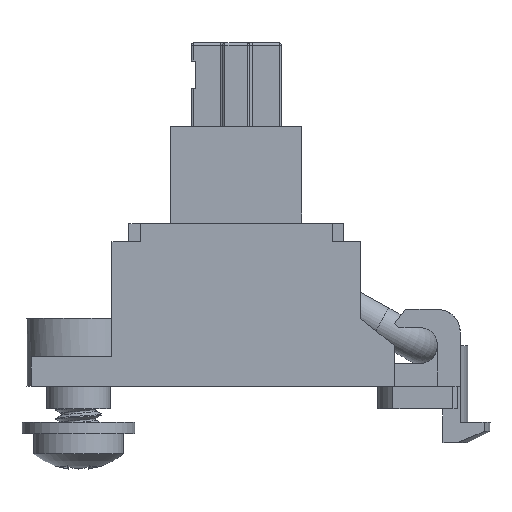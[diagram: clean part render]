
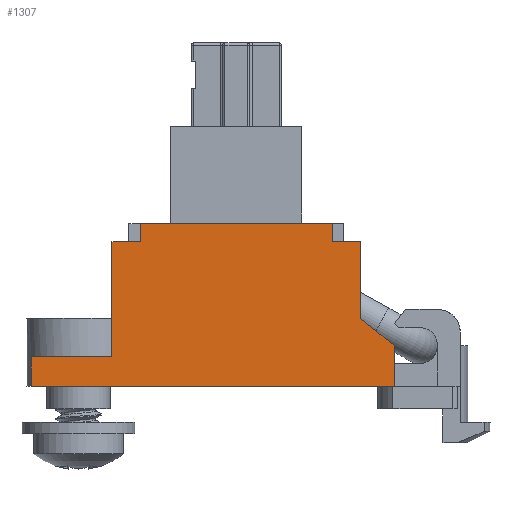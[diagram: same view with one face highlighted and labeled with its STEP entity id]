
A CAD part, left-side view. The second image highlights one B-rep face of the part: STEP entity #1307.
In plain terms, the highlighted planar face has unit normal (-1, 0, 0).
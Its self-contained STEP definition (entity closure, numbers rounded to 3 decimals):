
#208 = VERTEX_POINT('',#209);
#209 = CARTESIAN_POINT('',(-3.5,9.085,0.));
#215 = EDGE_CURVE('',#216,#208,#218,.T.);
#216 = VERTEX_POINT('',#217);
#217 = CARTESIAN_POINT('',(-3.5,-7.,0.));
#218 = LINE('',#219,#220);
#219 = CARTESIAN_POINT('',(-3.5,-5.891,0.));
#220 = VECTOR('',#221,1.);
#221 = DIRECTION('',(0.,1.,0.));
#1257 = EDGE_CURVE('',#1258,#216,#1260,.T.);
#1258 = VERTEX_POINT('',#1259);
#1259 = CARTESIAN_POINT('',(-3.5,-7.,1.8));
#1260 = LINE('',#1261,#1262);
#1261 = CARTESIAN_POINT('',(-3.5,-7.,-7.));
#1262 = VECTOR('',#1263,1.);
#1263 = DIRECTION('',(0.,0.,-1.));
#1307 = ADVANCED_FACE('',(#1308),#1390,.T.);
#1308 = FACE_BOUND('',#1309,.T.);
#1309 = EDGE_LOOP('',(#1310,#1320,#1328,#1336,#1344,#1352,#1360,#1368,
    #1376,#1382,#1383,#1384));
#1310 = ORIENTED_EDGE('',*,*,#1311,.F.);
#1311 = EDGE_CURVE('',#1312,#1314,#1316,.T.);
#1312 = VERTEX_POINT('',#1313);
#1313 = CARTESIAN_POINT('',(-3.5,-5.5,6.4));
#1314 = VERTEX_POINT('',#1315);
#1315 = CARTESIAN_POINT('',(-3.5,-5.5,3.));
#1316 = LINE('',#1317,#1318);
#1317 = CARTESIAN_POINT('',(-3.5,-5.5,0.982));
#1318 = VECTOR('',#1319,1.);
#1319 = DIRECTION('',(-0.,0.,-1.));
#1320 = ORIENTED_EDGE('',*,*,#1321,.T.);
#1321 = EDGE_CURVE('',#1312,#1322,#1324,.T.);
#1322 = VERTEX_POINT('',#1323);
#1323 = CARTESIAN_POINT('',(-3.5,-4.25,6.4));
#1324 = LINE('',#1325,#1326);
#1325 = CARTESIAN_POINT('',(-3.5,-6.568,6.4));
#1326 = VECTOR('',#1327,1.);
#1327 = DIRECTION('',(0.,1.,0.));
#1328 = ORIENTED_EDGE('',*,*,#1329,.T.);
#1329 = EDGE_CURVE('',#1322,#1330,#1332,.T.);
#1330 = VERTEX_POINT('',#1331);
#1331 = CARTESIAN_POINT('',(-3.5,-4.25,7.2));
#1332 = LINE('',#1333,#1334);
#1333 = CARTESIAN_POINT('',(-3.5,-4.25,0.7));
#1334 = VECTOR('',#1335,1.);
#1335 = DIRECTION('',(0.,0.,1.));
#1336 = ORIENTED_EDGE('',*,*,#1337,.T.);
#1337 = EDGE_CURVE('',#1330,#1338,#1340,.T.);
#1338 = VERTEX_POINT('',#1339);
#1339 = CARTESIAN_POINT('',(-3.5,4.25,7.2));
#1340 = LINE('',#1341,#1342);
#1341 = CARTESIAN_POINT('',(-3.5,-13.135,7.2));
#1342 = VECTOR('',#1343,1.);
#1343 = DIRECTION('',(0.,1.,0.));
#1344 = ORIENTED_EDGE('',*,*,#1345,.F.);
#1345 = EDGE_CURVE('',#1346,#1338,#1348,.T.);
#1346 = VERTEX_POINT('',#1347);
#1347 = CARTESIAN_POINT('',(-3.5,4.25,6.4));
#1348 = LINE('',#1349,#1350);
#1349 = CARTESIAN_POINT('',(-3.5,4.25,0.7));
#1350 = VECTOR('',#1351,1.);
#1351 = DIRECTION('',(0.,0.,1.));
#1352 = ORIENTED_EDGE('',*,*,#1353,.T.);
#1353 = EDGE_CURVE('',#1346,#1354,#1356,.T.);
#1354 = VERTEX_POINT('',#1355);
#1355 = CARTESIAN_POINT('',(-3.5,5.5,6.4));
#1356 = LINE('',#1357,#1358);
#1357 = CARTESIAN_POINT('',(-3.5,-6.568,6.4));
#1358 = VECTOR('',#1359,1.);
#1359 = DIRECTION('',(0.,1.,0.));
#1360 = ORIENTED_EDGE('',*,*,#1361,.F.);
#1361 = EDGE_CURVE('',#1362,#1354,#1364,.T.);
#1362 = VERTEX_POINT('',#1363);
#1363 = CARTESIAN_POINT('',(-3.5,5.5,1.3));
#1364 = LINE('',#1365,#1366);
#1365 = CARTESIAN_POINT('',(-3.5,5.5,-7.5));
#1366 = VECTOR('',#1367,1.);
#1367 = DIRECTION('',(0.,0.,1.));
#1368 = ORIENTED_EDGE('',*,*,#1369,.T.);
#1369 = EDGE_CURVE('',#1362,#1370,#1372,.T.);
#1370 = VERTEX_POINT('',#1371);
#1371 = CARTESIAN_POINT('',(-3.5,9.085,1.3));
#1372 = LINE('',#1373,#1374);
#1373 = CARTESIAN_POINT('',(-3.5,-3.275,1.3));
#1374 = VECTOR('',#1375,1.);
#1375 = DIRECTION('',(0.,1.,0.));
#1376 = ORIENTED_EDGE('',*,*,#1377,.T.);
#1377 = EDGE_CURVE('',#1370,#208,#1378,.T.);
#1378 = LINE('',#1379,#1380);
#1379 = CARTESIAN_POINT('',(-3.5,9.085,-7.5));
#1380 = VECTOR('',#1381,1.);
#1381 = DIRECTION('',(0.,0.,-1.));
#1382 = ORIENTED_EDGE('',*,*,#215,.F.);
#1383 = ORIENTED_EDGE('',*,*,#1257,.F.);
#1384 = ORIENTED_EDGE('',*,*,#1385,.F.);
#1385 = EDGE_CURVE('',#1314,#1258,#1386,.T.);
#1386 = LINE('',#1387,#1388);
#1387 = CARTESIAN_POINT('',(-3.5,-10.529,-1.023));
#1388 = VECTOR('',#1389,1.);
#1389 = DIRECTION('',(-0.,-0.781,-0.625));
#1390 = PLANE('',#1391);
#1391 = AXIS2_PLACEMENT_3D('',#1392,#1393,#1394);
#1392 = CARTESIAN_POINT('',(-3.5,-13.135,-5.));
#1393 = DIRECTION('',(-1.,0.,0.));
#1394 = DIRECTION('',(0.,1.,0.));
